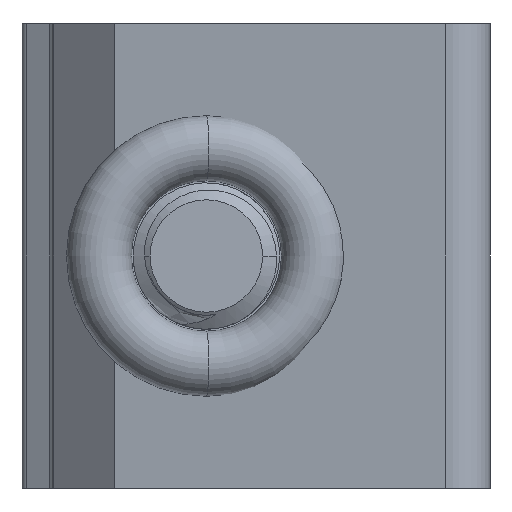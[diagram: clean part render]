
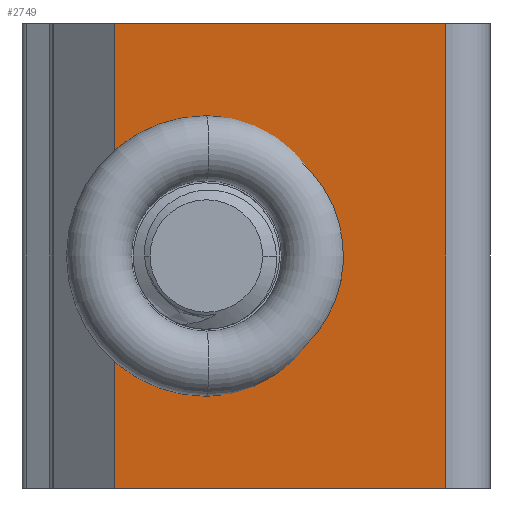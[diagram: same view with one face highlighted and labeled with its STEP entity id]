
A CAD part, front view. The second image highlights one B-rep face of the part: STEP entity #2749.
In plain terms, the highlighted planar face has unit normal (-0.136, -0.991, 0).
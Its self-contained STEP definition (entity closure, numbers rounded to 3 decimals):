
#17 = VECTOR ( 'NONE', #4911, 1000. ) ;
#122 = ORIENTED_EDGE ( 'NONE', *, *, #1038, .T. ) ;
#355 =( BOUNDED_CURVE ( )  B_SPLINE_CURVE ( 3, ( #4732, #1160, #3157, #3250 ),
 .UNSPECIFIED., .F., .F. ) 
 B_SPLINE_CURVE_WITH_KNOTS ( ( 4, 4 ),
 ( 0.74, 1.571 ),
 .UNSPECIFIED. ) 
 CURVE ( )  GEOMETRIC_REPRESENTATION_ITEM ( )  RATIONAL_B_SPLINE_CURVE ( ( 1., 0.943, 0.943, 1. ) ) 
 REPRESENTATION_ITEM ( '' )  );
#802 = EDGE_CURVE ( 'NONE', #5365, #1072, #355, .T. ) ;
#923 = EDGE_CURVE ( 'NONE', #1135, #5852, #2821, .T. ) ;
#1028 = ORIENTED_EDGE ( 'NONE', *, *, #1358, .T. ) ;
#1038 = EDGE_CURVE ( 'NONE', #4368, #1250, #1505, .T. ) ;
#1072 = VERTEX_POINT ( 'NONE', #6477 ) ;
#1079 = DIRECTION ( 'NONE',  ( 0., 0., -1. ) ) ;
#1135 = VERTEX_POINT ( 'NONE', #2685 ) ;
#1142 = CARTESIAN_POINT ( 'NONE',  ( 20.621, -23.343, -10.236 ) ) ;
#1156 = DIRECTION ( 'NONE',  ( 0., 0., -1. ) ) ;
#1160 = CARTESIAN_POINT ( 'NONE',  ( 14.03, -22.44, 9.058 ) ) ;
#1170 = VECTOR ( 'NONE', #1855, 1000. ) ;
#1175 = AXIS2_PLACEMENT_3D ( 'NONE', #1220, #4206, #4171 ) ;
#1220 = CARTESIAN_POINT ( 'NONE',  ( 7.112, -21.492, -19.05 ) ) ;
#1250 = VERTEX_POINT ( 'NONE', #3926 ) ;
#1358 = EDGE_CURVE ( 'NONE', #4386, #5852, #1962, .T. ) ;
#1456 = ORIENTED_EDGE ( 'NONE', *, *, #802, .T. ) ;
#1505 = LINE ( 'NONE', #2035, #3760 ) ;
#1509 = EDGE_CURVE ( 'NONE', #1250, #4092, #1937, .T. ) ;
#1577 = VECTOR ( 'NONE', #1156, 1000. ) ;
#1838 = CARTESIAN_POINT ( 'NONE',  ( 12.062, -22.17, -19.05 ) ) ;
#1855 = DIRECTION ( 'NONE',  ( 0.991, -0.136, 0. ) ) ;
#1925 = CARTESIAN_POINT ( 'NONE',  ( 12.062, -22.17, 6.901 ) ) ;
#1928 = VERTEX_POINT ( 'NONE', #1838 ) ;
#1937 =( BOUNDED_CURVE ( )  B_SPLINE_CURVE ( 3, ( #3108, #5117, #2217, #3719 ),
 .UNSPECIFIED., .F., .F. ) 
 B_SPLINE_CURVE_WITH_KNOTS ( ( 4, 4 ),
 ( 4.712, 5.543 ),
 .UNSPECIFIED. ) 
 CURVE ( )  GEOMETRIC_REPRESENTATION_ITEM ( )  RATIONAL_B_SPLINE_CURVE ( ( 1., 0.943, 0.943, 1. ) ) 
 REPRESENTATION_ITEM ( '' )  );
#1962 = LINE ( 'NONE', #3501, #6063 ) ;
#2028 = DIRECTION ( 'NONE',  ( 0., 0., 1. ) ) ;
#2035 = CARTESIAN_POINT ( 'NONE',  ( 7.112, -21.492, -10.236 ) ) ;
#2142 = LINE ( 'NONE', #4140, #1577 ) ;
#2151 = EDGE_LOOP ( 'NONE', ( #122, #5468, #5604, #4617, #1028, #6388, #3347, #1456, #4244, #2279 ) ) ;
#2173 = PLANE ( 'NONE',  #1175 ) ;
#2189 = CARTESIAN_POINT ( 'NONE',  ( 41.094, -26.147, 10.236 ) ) ;
#2217 = CARTESIAN_POINT ( 'NONE',  ( 14.03, -22.44, -9.058 ) ) ;
#2279 = ORIENTED_EDGE ( 'NONE', *, *, #4839, .T. ) ;
#2605 = CARTESIAN_POINT ( 'NONE',  ( 7.112, -21.492, -19.05 ) ) ;
#2685 = CARTESIAN_POINT ( 'NONE',  ( 12.062, -22.17, 19.05 ) ) ;
#2749 = ADVANCED_FACE ( 'NONE', ( #5105 ), #2173, .T. ) ;
#2821 = LINE ( 'NONE', #6445, #5243 ) ;
#2904 = CARTESIAN_POINT ( 'NONE',  ( 7.112, -21.492, 10.236 ) ) ;
#3108 = CARTESIAN_POINT ( 'NONE',  ( 19.622, -23.206, -10.236 ) ) ;
#3157 = CARTESIAN_POINT ( 'NONE',  ( 16.702, -22.806, 10.236 ) ) ;
#3248 =( BOUNDED_CURVE ( )  B_SPLINE_CURVE ( 3, ( #3637, #2189, #4054, #1142 ),
 .UNSPECIFIED., .F., .T. ) 
 B_SPLINE_CURVE_WITH_KNOTS ( ( 4, 4 ),
 ( 1.571, 4.712 ),
 .UNSPECIFIED. ) 
 CURVE ( )  GEOMETRIC_REPRESENTATION_ITEM ( )  RATIONAL_B_SPLINE_CURVE ( ( 1., 0.333, 0.333, 1. ) ) 
 REPRESENTATION_ITEM ( '' )  );
#3250 = CARTESIAN_POINT ( 'NONE',  ( 19.622, -23.206, 10.236 ) ) ;
#3300 = LINE ( 'NONE', #2904, #17 ) ;
#3347 = ORIENTED_EDGE ( 'NONE', *, *, #5239, .T. ) ;
#3501 = CARTESIAN_POINT ( 'NONE',  ( 39.257, -25.895, -19.05 ) ) ;
#3637 = CARTESIAN_POINT ( 'NONE',  ( 20.622, -23.343, 10.236 ) ) ;
#3688 = CARTESIAN_POINT ( 'NONE',  ( 39.257, -25.895, 19.05 ) ) ;
#3719 = CARTESIAN_POINT ( 'NONE',  ( 12.062, -22.17, -6.901 ) ) ;
#3760 = VECTOR ( 'NONE', #4593, 1000. ) ;
#3923 = LINE ( 'NONE', #2605, #1170 ) ;
#3926 = CARTESIAN_POINT ( 'NONE',  ( 19.622, -23.206, -10.236 ) ) ;
#4054 = CARTESIAN_POINT ( 'NONE',  ( 41.094, -26.147, -10.236 ) ) ;
#4092 = VERTEX_POINT ( 'NONE', #6417 ) ;
#4140 = CARTESIAN_POINT ( 'NONE',  ( 12.062, -22.17, -19.05 ) ) ;
#4171 = DIRECTION ( 'NONE',  ( 0.991, -0.136, 0. ) ) ;
#4206 = DIRECTION ( 'NONE',  ( -0.136, -0.991, 0. ) ) ;
#4244 = ORIENTED_EDGE ( 'NONE', *, *, #5290, .T. ) ;
#4293 = VERTEX_POINT ( 'NONE', #4565 ) ;
#4368 = VERTEX_POINT ( 'NONE', #5098 ) ;
#4386 = VERTEX_POINT ( 'NONE', #4635 ) ;
#4565 = CARTESIAN_POINT ( 'NONE',  ( 20.622, -23.343, 10.236 ) ) ;
#4593 = DIRECTION ( 'NONE',  ( -0.991, 0.136, 0. ) ) ;
#4617 = ORIENTED_EDGE ( 'NONE', *, *, #5789, .T. ) ;
#4635 = CARTESIAN_POINT ( 'NONE',  ( 39.257, -25.895, -19.05 ) ) ;
#4732 = CARTESIAN_POINT ( 'NONE',  ( 12.062, -22.17, 6.901 ) ) ;
#4830 = DIRECTION ( 'NONE',  ( 0.991, -0.136, 0. ) ) ;
#4839 = EDGE_CURVE ( 'NONE', #4293, #4368, #3248, .T. ) ;
#4911 = DIRECTION ( 'NONE',  ( 0.991, -0.136, 0. ) ) ;
#5098 = CARTESIAN_POINT ( 'NONE',  ( 20.621, -23.343, -10.236 ) ) ;
#5105 = FACE_OUTER_BOUND ( 'NONE', #2151, .T. ) ;
#5117 = CARTESIAN_POINT ( 'NONE',  ( 16.702, -22.806, -10.236 ) ) ;
#5205 = LINE ( 'NONE', #5569, #5762 ) ;
#5239 = EDGE_CURVE ( 'NONE', #1135, #5365, #5205, .T. ) ;
#5243 = VECTOR ( 'NONE', #4830, 1000. ) ;
#5290 = EDGE_CURVE ( 'NONE', #1072, #4293, #3300, .T. ) ;
#5365 = VERTEX_POINT ( 'NONE', #1925 ) ;
#5468 = ORIENTED_EDGE ( 'NONE', *, *, #1509, .T. ) ;
#5569 = CARTESIAN_POINT ( 'NONE',  ( 12.062, -22.17, -19.05 ) ) ;
#5604 = ORIENTED_EDGE ( 'NONE', *, *, #6204, .T. ) ;
#5762 = VECTOR ( 'NONE', #1079, 1000. ) ;
#5789 = EDGE_CURVE ( 'NONE', #1928, #4386, #3923, .T. ) ;
#5852 = VERTEX_POINT ( 'NONE', #3688 ) ;
#6063 = VECTOR ( 'NONE', #2028, 1000. ) ;
#6204 = EDGE_CURVE ( 'NONE', #4092, #1928, #2142, .T. ) ;
#6388 = ORIENTED_EDGE ( 'NONE', *, *, #923, .F. ) ;
#6417 = CARTESIAN_POINT ( 'NONE',  ( 12.062, -22.17, -6.901 ) ) ;
#6445 = CARTESIAN_POINT ( 'NONE',  ( 7.112, -21.492, 19.05 ) ) ;
#6477 = CARTESIAN_POINT ( 'NONE',  ( 19.622, -23.206, 10.236 ) ) ;
